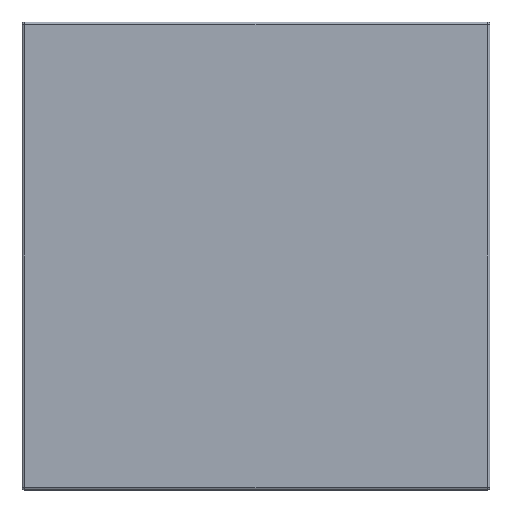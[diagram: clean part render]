
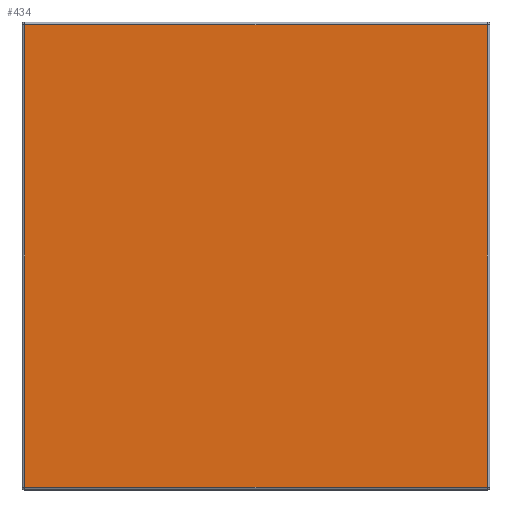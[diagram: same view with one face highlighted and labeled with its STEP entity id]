
A CAD part, front view. The second image highlights one B-rep face of the part: STEP entity #434.
In plain terms, the highlighted planar face has unit normal (0, -1, 0).
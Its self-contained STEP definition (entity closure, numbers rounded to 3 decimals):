
#14 = ORIENTED_EDGE ( 'NONE', *, *, #237, .T. ) ;
#22 = LINE ( 'NONE', #309, #120 ) ;
#25 = VECTOR ( 'NONE', #753, 1000. ) ;
#32 = LINE ( 'NONE', #324, #33 ) ;
#33 = VECTOR ( 'NONE', #254, 1000. ) ;
#39 = EDGE_LOOP ( 'NONE', ( #14, #77, #97, #95 ) ) ;
#66 = VECTOR ( 'NONE', #274, 1000. ) ;
#67 = LINE ( 'NONE', #316, #66 ) ;
#77 = ORIENTED_EDGE ( 'NONE', *, *, #234, .T. ) ;
#95 = ORIENTED_EDGE ( 'NONE', *, *, #232, .T. ) ;
#97 = ORIENTED_EDGE ( 'NONE', *, *, #245, .T. ) ;
#99 = LINE ( 'NONE', #749, #25 ) ;
#120 = VECTOR ( 'NONE', #335, 1000. ) ;
#133 = FACE_OUTER_BOUND ( 'NONE', #39, .T. ) ;
#232 = EDGE_CURVE ( 'NONE', #267, #306, #32, .T. ) ;
#234 = EDGE_CURVE ( 'NONE', #291, #296, #22, .T. ) ;
#237 = EDGE_CURVE ( 'NONE', #306, #291, #67, .T. ) ;
#245 = EDGE_CURVE ( 'NONE', #296, #267, #99, .T. ) ;
#254 = DIRECTION ( 'NONE',  ( 0., 0., 1. ) ) ;
#267 = VERTEX_POINT ( 'NONE', #645 ) ;
#274 = DIRECTION ( 'NONE',  ( -1., 0., 0. ) ) ;
#291 = VERTEX_POINT ( 'NONE', #727 ) ;
#296 = VERTEX_POINT ( 'NONE', #569 ) ;
#306 = VERTEX_POINT ( 'NONE', #770 ) ;
#309 = CARTESIAN_POINT ( 'NONE',  ( -22.25, 0., -22.5 ) ) ;
#316 = CARTESIAN_POINT ( 'NONE',  ( -22.5, 0., 22.25 ) ) ;
#324 = CARTESIAN_POINT ( 'NONE',  ( 22.25, 0., -22.5 ) ) ;
#335 = DIRECTION ( 'NONE',  ( 0., 0., -1. ) ) ;
#355 = AXIS2_PLACEMENT_3D ( 'NONE', #759, #700, #746 ) ;
#434 = ADVANCED_FACE ( 'NONE', ( #133 ), #755, .F. ) ;
#569 = CARTESIAN_POINT ( 'NONE',  ( -22.25, 0., -22.25 ) ) ;
#645 = CARTESIAN_POINT ( 'NONE',  ( 22.25, 0., -22.25 ) ) ;
#700 = DIRECTION ( 'NONE',  ( 0., 1., 0. ) ) ;
#727 = CARTESIAN_POINT ( 'NONE',  ( -22.25, 0., 22.25 ) ) ;
#746 = DIRECTION ( 'NONE',  ( 0., 0., 1. ) ) ;
#749 = CARTESIAN_POINT ( 'NONE',  ( -22.5, 0., -22.25 ) ) ;
#753 = DIRECTION ( 'NONE',  ( 1., 0., 0. ) ) ;
#755 = PLANE ( 'NONE',  #355 ) ;
#759 = CARTESIAN_POINT ( 'NONE',  ( -22.5, 0., -22.5 ) ) ;
#770 = CARTESIAN_POINT ( 'NONE',  ( 22.25, 0., 22.25 ) ) ;
